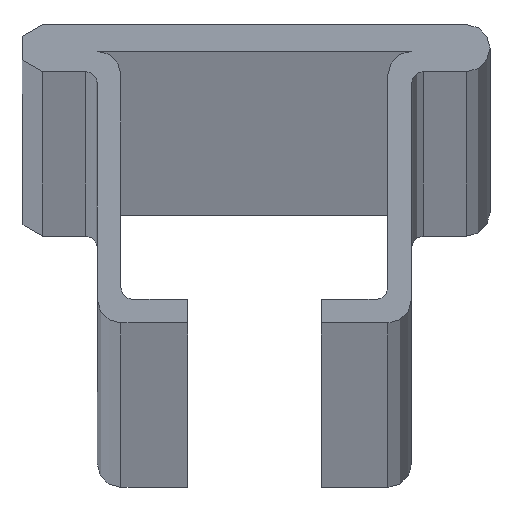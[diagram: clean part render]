
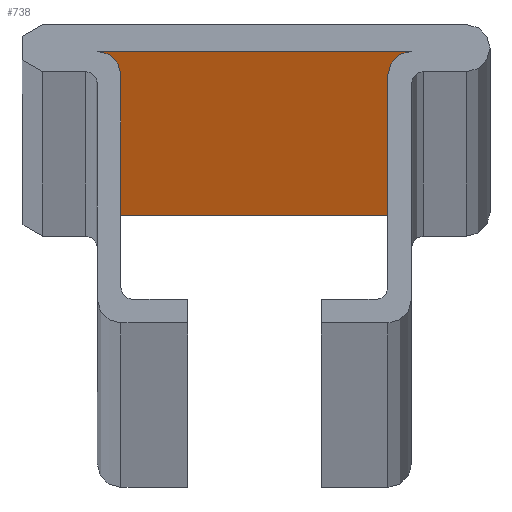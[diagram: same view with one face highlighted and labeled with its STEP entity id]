
A CAD part, top view. The second image highlights one B-rep face of the part: STEP entity #738.
In plain terms, the highlighted planar face has unit normal (0, -1, 0).
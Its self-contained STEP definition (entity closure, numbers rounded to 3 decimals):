
#12 = ORIENTED_EDGE ( 'NONE', *, *, #17, .T. ) ;
#17 = EDGE_CURVE ( 'NONE', #288, #44, #502, .T. ) ;
#35 = CARTESIAN_POINT ( 'NONE',  ( -10., -1.7, 0. ) ) ;
#44 = VERTEX_POINT ( 'NONE', #418 ) ;
#58 = LINE ( 'NONE', #560, #523 ) ;
#114 = CARTESIAN_POINT ( 'NONE',  ( -10., -1.7, -6000. ) ) ;
#116 = VERTEX_POINT ( 'NONE', #520 ) ;
#125 = DIRECTION ( 'NONE',  ( 0., 0., 1. ) ) ;
#149 = CARTESIAN_POINT ( 'NONE',  ( -10., -1.7, -6000. ) ) ;
#170 = VECTOR ( 'NONE', #433, 1000. ) ;
#217 = DIRECTION ( 'NONE',  ( 1., 0., 0. ) ) ;
#219 = EDGE_LOOP ( 'NONE', ( #741, #293, #12, #330 ) ) ;
#223 = EDGE_CURVE ( 'NONE', #288, #660, #899, .T. ) ;
#252 = EDGE_CURVE ( 'NONE', #44, #116, #58, .T. ) ;
#285 = CARTESIAN_POINT ( 'NONE',  ( -10., -1.7, -6000. ) ) ;
#288 = VERTEX_POINT ( 'NONE', #491 ) ;
#293 = ORIENTED_EDGE ( 'NONE', *, *, #223, .F. ) ;
#330 = ORIENTED_EDGE ( 'NONE', *, *, #252, .T. ) ;
#332 = DIRECTION ( 'NONE',  ( 0., -1., 0. ) ) ;
#347 = VECTOR ( 'NONE', #217, 1000. ) ;
#356 = DIRECTION ( 'NONE',  ( 0., 0., 1. ) ) ;
#385 = EDGE_CURVE ( 'NONE', #660, #116, #564, .T. ) ;
#418 = CARTESIAN_POINT ( 'NONE',  ( 10., -1.7, -6000. ) ) ;
#433 = DIRECTION ( 'NONE',  ( 1., 0., 0. ) ) ;
#491 = CARTESIAN_POINT ( 'NONE',  ( -10., -1.7, -6000. ) ) ;
#502 = LINE ( 'NONE', #149, #170 ) ;
#520 = CARTESIAN_POINT ( 'NONE',  ( 10., -1.7, 0. ) ) ;
#523 = VECTOR ( 'NONE', #125, 1000. ) ;
#560 = CARTESIAN_POINT ( 'NONE',  ( 10., -1.7, -6000. ) ) ;
#564 = LINE ( 'NONE', #849, #347 ) ;
#655 = AXIS2_PLACEMENT_3D ( 'NONE', #114, #332, #743 ) ;
#660 = VERTEX_POINT ( 'NONE', #35 ) ;
#715 = VECTOR ( 'NONE', #356, 1000. ) ;
#738 = ADVANCED_FACE ( 'NONE', ( #882 ), #750, .T. ) ;
#741 = ORIENTED_EDGE ( 'NONE', *, *, #385, .F. ) ;
#743 = DIRECTION ( 'NONE',  ( 1., 0., 0. ) ) ;
#750 = PLANE ( 'NONE',  #655 ) ;
#849 = CARTESIAN_POINT ( 'NONE',  ( -10., -1.7, 0. ) ) ;
#882 = FACE_OUTER_BOUND ( 'NONE', #219, .T. ) ;
#899 = LINE ( 'NONE', #285, #715 ) ;
